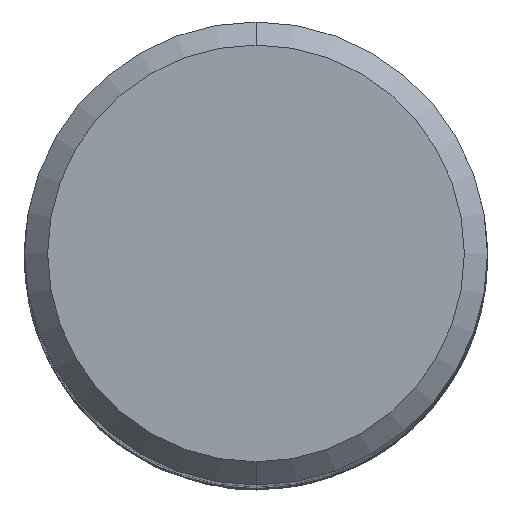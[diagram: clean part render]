
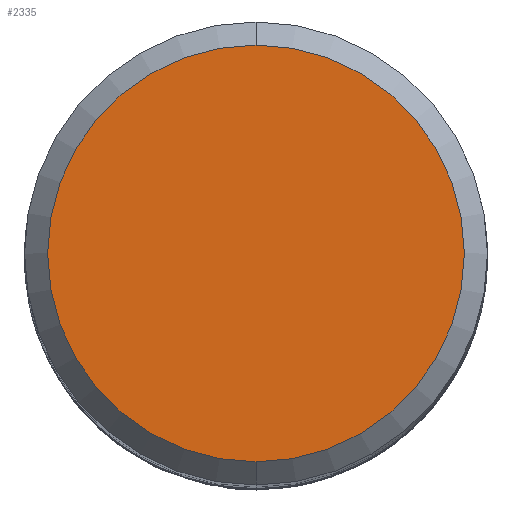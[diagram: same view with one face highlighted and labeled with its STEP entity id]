
A CAD part, top view. The second image highlights one B-rep face of the part: STEP entity #2335.
In plain terms, the highlighted planar face has unit normal (0, 0, 1).
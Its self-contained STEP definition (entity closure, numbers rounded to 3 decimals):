
#2335=ADVANCED_FACE('',(#6018),#6019,.T.);
#3099=VERTEX_POINT('',#6851);
#3719=VERTEX_POINT('',#7526);
#4677=EDGE_CURVE('',#3099,#3719,#8558,.T.);
#5147=EDGE_CURVE('',#3719,#3099,#9074,.T.);
#6018=FACE_OUTER_BOUND('',#17450,.T.);
#6019=PLANE('',#17451);
#6851=CARTESIAN_POINT('',(0.0,9.0,0.0));
#7526=CARTESIAN_POINT('',(0.,-9.0,0.0));
#8558=CIRCLE('',#56491,9.0);
#9074=CIRCLE('',#63194,9.0);
#17450=EDGE_LOOP('',(#68435,#68436));
#17451=AXIS2_PLACEMENT_3D('',#68437,#68438,#68439);
#56491=AXIS2_PLACEMENT_3D('',#70919,#70920,#70921);
#63194=AXIS2_PLACEMENT_3D('',#71580,#71581,#71582);
#68435=ORIENTED_EDGE('',*,*,#4677,.F.);
#68436=ORIENTED_EDGE('',*,*,#5147,.F.);
#68437=CARTESIAN_POINT('',(0.0,4.5,0.0));
#68438=DIRECTION('',(-0.0,0.0,1.0));
#68439=DIRECTION('',(0.0,-1.0,0.0));
#70919=CARTESIAN_POINT('',(0.0,0.0,0.0));
#70920=DIRECTION('',(0.0,0.0,-1.0));
#70921=DIRECTION('',(0.0,1.0,0.0));
#71580=CARTESIAN_POINT('',(0.0,0.0,0.0));
#71581=DIRECTION('',(0.0,0.0,-1.0));
#71582=DIRECTION('',(0.0,1.0,0.0));
